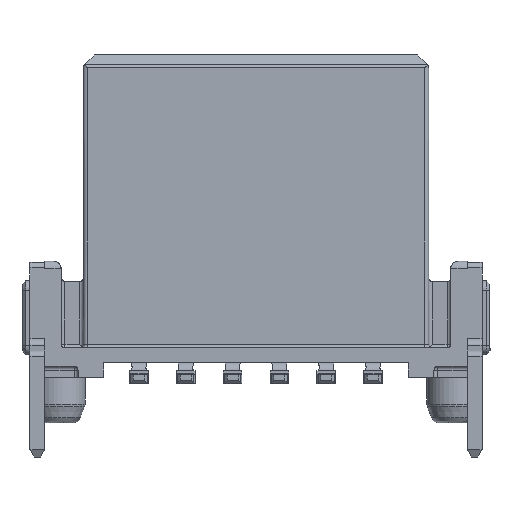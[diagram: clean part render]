
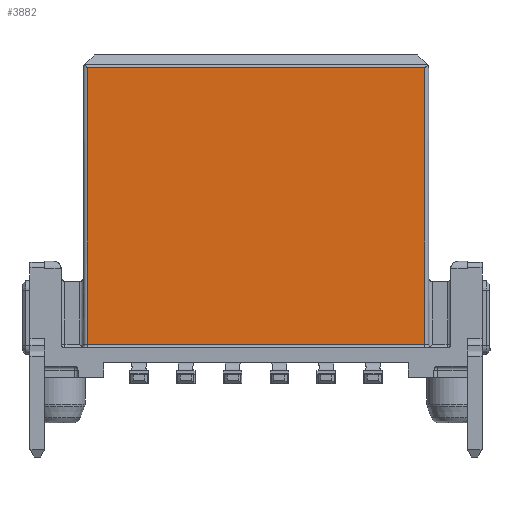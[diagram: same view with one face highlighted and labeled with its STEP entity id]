
A CAD part, left-side view. The second image highlights one B-rep face of the part: STEP entity #3882.
In plain terms, the highlighted planar face has unit normal (-1, 0, 0).
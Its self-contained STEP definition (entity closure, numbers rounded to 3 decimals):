
#3020=FACE_OUTER_BOUND('',#5004,.T.);
#3882=ADVANCED_FACE('',(#3020),#4503,.T.);
#4503=PLANE('',#14832);
#5004=EDGE_LOOP('',(#6225,#6226,#6227,#6228));
#6225=ORIENTED_EDGE('',*,*,#10561,.T.);
#6226=ORIENTED_EDGE('',*,*,#10562,.T.);
#6227=ORIENTED_EDGE('',*,*,#10563,.T.);
#6228=ORIENTED_EDGE('',*,*,#10558,.T.);
#9329=VERTEX_POINT('',#19901);
#9330=VERTEX_POINT('',#19903);
#9332=VERTEX_POINT('',#19909);
#9333=VERTEX_POINT('',#19911);
#10558=EDGE_CURVE('',#9330,#9329,#12213,.T.);
#10561=EDGE_CURVE('',#9329,#9332,#12215,.T.);
#10562=EDGE_CURVE('',#9332,#9333,#12216,.T.);
#10563=EDGE_CURVE('',#9333,#9330,#12217,.T.);
#12213=LINE('',#19902,#13393);
#12215=LINE('',#19908,#13395);
#12216=LINE('',#19910,#13396);
#12217=LINE('',#19912,#13397);
#13393=VECTOR('',#16357,1.);
#13395=VECTOR('',#16363,1.);
#13396=VECTOR('',#16364,1.);
#13397=VECTOR('',#16365,1.);
#14832=AXIS2_PLACEMENT_3D('',#19913,#16366,#16367);
#16357=DIRECTION('',(0.,0.,1.));
#16363=DIRECTION('',(0.,1.,0.));
#16364=DIRECTION('',(0.,0.,-1.));
#16365=DIRECTION('',(0.,-1.,0.));
#16366=DIRECTION('',(-1.,0.,0.));
#16367=DIRECTION('',(0.,0.,-1.));
#19901=CARTESIAN_POINT('',(-1.525,-4.585,8.009));
#19902=CARTESIAN_POINT('',(-1.525,-4.585,0.5));
#19903=CARTESIAN_POINT('',(-1.525,-4.585,0.5));
#19908=CARTESIAN_POINT('',(-1.525,-4.585,8.009));
#19909=CARTESIAN_POINT('',(-1.525,4.585,8.009));
#19910=CARTESIAN_POINT('',(-1.525,4.585,8.009));
#19911=CARTESIAN_POINT('',(-1.525,4.585,0.5));
#19912=CARTESIAN_POINT('',(-1.525,4.585,0.5));
#19913=CARTESIAN_POINT('',(-1.525,4.885,8.25));
